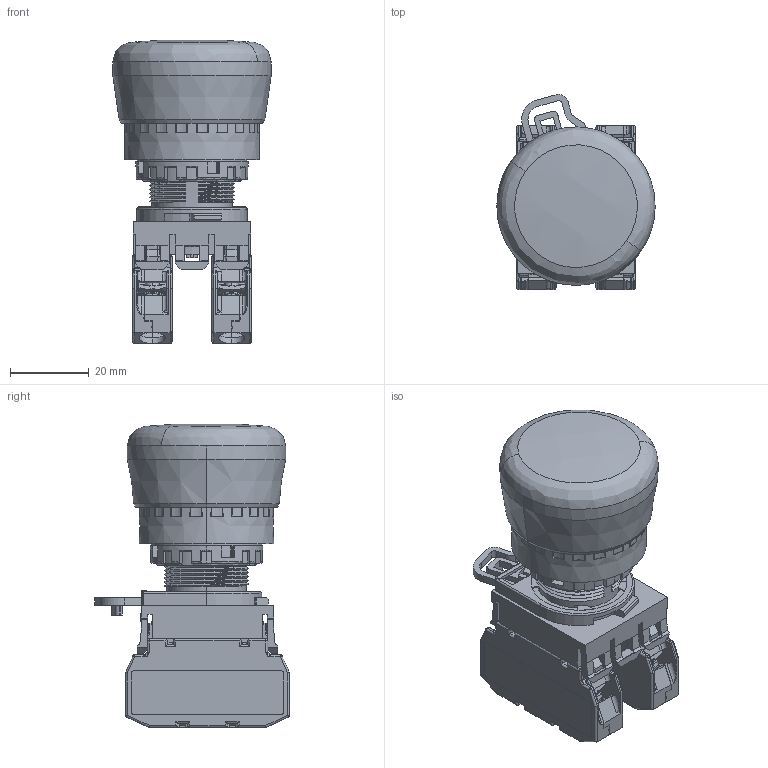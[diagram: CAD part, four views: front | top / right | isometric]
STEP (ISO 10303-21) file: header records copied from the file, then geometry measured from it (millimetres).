
FILE_DESCRIPTION (( 'STEP AP214' ), '1' );
FILE_NAME ('SB-22.ECF.STEP', '2021-05-11T09:31:31', ( '' ), ( '' ), 'SwSTEP 2.0', 'SolidWorks 2016', '' );
FILE_SCHEMA (( 'AUTOMOTIVE_DESIGN' ));
Length unit declared in the file: millimetre
Products named in the file (1): SB-22.ECF
Bounding box: 40.1 x 49.34 x 76.98 mm (x, y, z)
Surface area: 47152.9 mm2 (no closed solid volume)
Topology: 0 solids, 34 shells, 3753 faces, 10500 edges, 6769 vertices
Faces by surface type: plane 2356, cylinder 908, bspline 406, cone 67, torus 16
Entity records: 195125 total; most frequent: CARTESIAN_POINT 62534, ORIENTED_EDGE 20738, DIRECTION 16276, EDGE_CURVE 10399, LINE 6950, VECTOR 6950, VERTEX_POINT 6767, AXIS2_PLACEMENT_3D 4663
